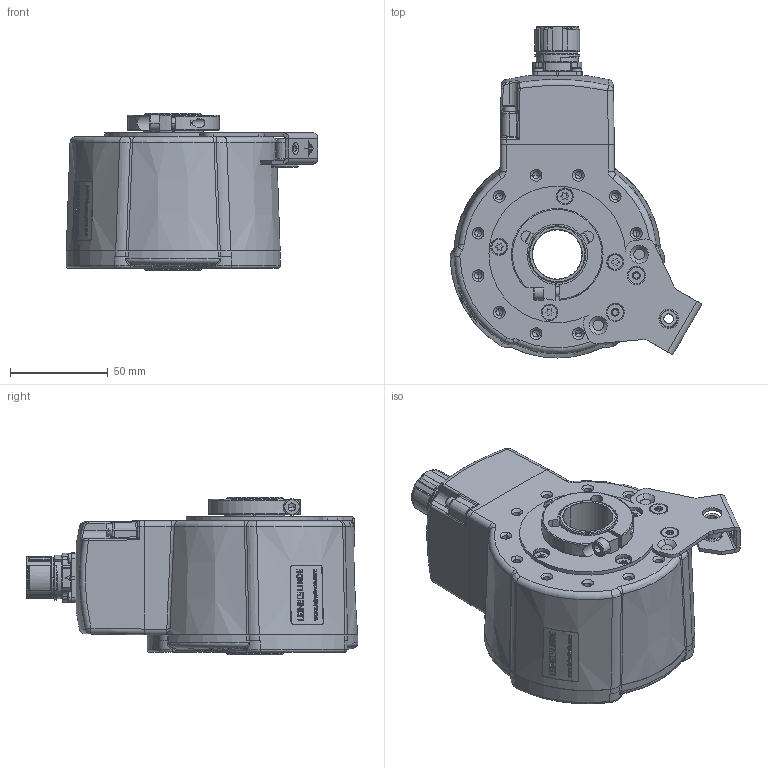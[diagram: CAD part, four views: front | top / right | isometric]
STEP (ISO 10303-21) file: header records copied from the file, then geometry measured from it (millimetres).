
FILE_DESCRIPTION((''),'2;1');
FILE_NAME('737451','2010-12-07T',('se2802'),(''),'PRO/ENGINEER BY PARAMETRIC TECHNOLOGY CORPORATION, 2010180','PRO/ENGINEER BY PARAMETRIC TECHNOLOGY CORPORATION, 2010180','');
FILE_SCHEMA(('CONFIG_CONTROL_DESIGN'));
Length unit declared in the file: millimetre
Products named in the file (1): 737451
Bounding box: 129.13 x 170.1 x 80.5 mm (x, y, z)
Volume: 321684.5 mm3; surface area: 133377.7 mm2
Topology: 10 solids, 12 shells, 2376 faces, 6118 edges, 3827 vertices
Faces by surface type: cylinder 780, plane 709, extrusion 326, bspline 180, torus 170, cone 160, sphere 40, revolution 11
Entity records: 102803 total; most frequent: CARTESIAN_POINT 47742, ORIENTED_EDGE 12132, DIRECTION 10310, EDGE_CURVE 6066, AXIS2_PLACEMENT_3D 3936, VERTEX_POINT 3825, EDGE_LOOP 2605, VECTOR 2427
